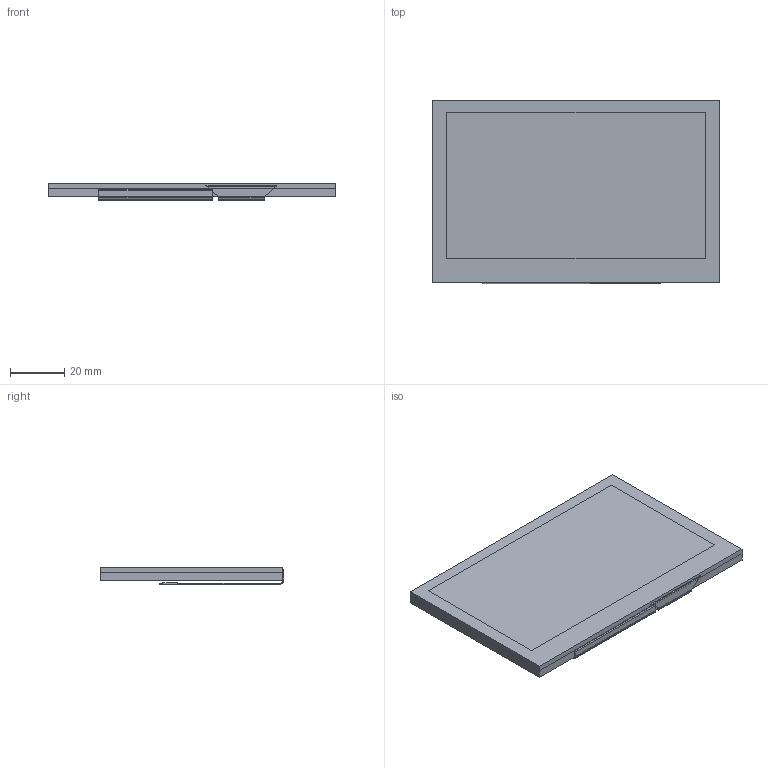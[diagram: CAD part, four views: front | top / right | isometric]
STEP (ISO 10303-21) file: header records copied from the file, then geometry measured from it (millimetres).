
FILE_DESCRIPTION(/* description */ (''),/* implementation_level */ '2;1');
FILE_NAME(/* name */ '4.3screen v6.step',/* time_stamp */ '2025-07-02T23:53:30-03:00',/* author */ (''),/* organization */ (''),/* preprocessor_version */ 'ST-DEVELOPER v20.1',/* originating_system */ 'Autodesk Translation Framework v14.10.0.0',/* authorisation */ '');
FILE_SCHEMA (('AUTOMOTIVE_DESIGN { 1 0 10303 214 3 1 1 }'));
Length unit declared in the file: millimetre
Products named in the file (1): 4.3screen
Bounding box: 105.4 x 67.2 x 6.5 mm (x, y, z)
Volume: 35734.4 mm3; surface area: 35101.3 mm2
Topology: 8 solids, 8 shells, 74 faces, 173 edges, 115 vertices
Faces by surface type: plane 62, cylinder 12
Entity records: 2158 total; most frequent: CARTESIAN_POINT 363, DIRECTION 347, ORIENTED_EDGE 346, EDGE_CURVE 173, LINE 149, VECTOR 149, VERTEX_POINT 115, AXIS2_PLACEMENT_3D 99
